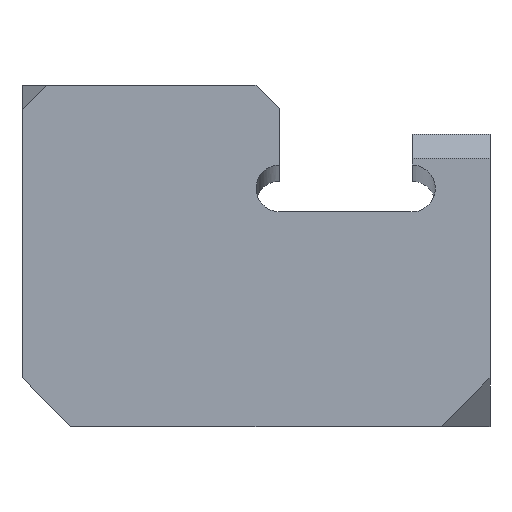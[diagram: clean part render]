
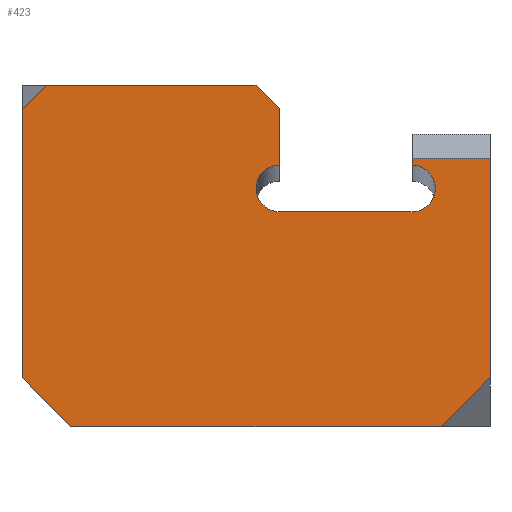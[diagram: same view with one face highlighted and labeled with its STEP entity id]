
A CAD part, left-side view. The second image highlights one B-rep face of the part: STEP entity #423.
In plain terms, the highlighted planar face has unit normal (-1, 0, 0).
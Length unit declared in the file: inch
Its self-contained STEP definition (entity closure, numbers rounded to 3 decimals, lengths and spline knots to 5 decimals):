
#3 = VERTEX_POINT ( 'NONE', #317 ) ;
#24 = CARTESIAN_POINT ( 'NONE',  ( -7.63656, -0.64553, 1.25 ) ) ;
#25 = CARTESIAN_POINT ( 'NONE',  ( -7.63656, 0.10066, -0.48034 ) ) ;
#26 = CARTESIAN_POINT ( 'NONE',  ( -7.63656, -0.185, -0.375 ) ) ;
#28 = LINE ( 'NONE', #628, #178 ) ;
#46 = CARTESIAN_POINT ( 'NONE',  ( -7.63656, -0.085, -0.53711 ) ) ;
#49 = CARTESIAN_POINT ( 'NONE',  ( -7.63656, 0.38375, -0.375 ) ) ;
#53 = ORIENTED_EDGE ( 'NONE', *, *, #502, .T. ) ;
#60 = VECTOR ( 'NONE', #802, 39.37008 ) ;
#63 = VECTOR ( 'NONE', #693, 39.37008 ) ;
#73 = VECTOR ( 'NONE', #410, 39.37008 ) ;
#83 = CARTESIAN_POINT ( 'NONE',  ( -7.63656, -0.085, -0.46875 ) ) ;
#84 = CARTESIAN_POINT ( 'NONE',  ( -7.63656, -0.085, 1.25 ) ) ;
#94 = CARTESIAN_POINT ( 'NONE',  ( -7.63656, -1.41527, 0.48027 ) ) ;
#95 = DIRECTION ( 'NONE',  ( 0., 0., -1. ) ) ;
#101 = CARTESIAN_POINT ( 'NONE',  ( -7.63656, -0.64553, -0.375 ) ) ;
#115 = CARTESIAN_POINT ( 'NONE',  ( -7.63656, -0.085, -0.47711 ) ) ;
#126 = LINE ( 'NONE', #503, #216 ) ;
#127 = CARTESIAN_POINT ( 'NONE',  ( -7.63656, -0.085, -0.47711 ) ) ;
#129 = DIRECTION ( 'NONE',  ( 1., 0., 0. ) ) ;
#130 = EDGE_CURVE ( 'NONE', #291, #780, #304, .T. ) ;
#138 = ORIENTED_EDGE ( 'NONE', *, *, #767, .T. ) ;
#140 = ORIENTED_EDGE ( 'NONE', *, *, #600, .T. ) ;
#143 = CARTESIAN_POINT ( 'NONE',  ( -7.63656, 0.415, -0.8125 ) ) ;
#149 = CARTESIAN_POINT ( 'NONE',  ( -7.63656, 0.085, -0.47711 ) ) ;
#151 = DIRECTION ( 'NONE',  ( 0., 0., 1. ) ) ;
#155 = LINE ( 'NONE', #482, #845 ) ;
#163 = CARTESIAN_POINT ( 'NONE',  ( -7.63656, -0.1225, -0.8125 ) ) ;
#164 = CARTESIAN_POINT ( 'NONE',  ( -7.63656, -0.09287, -0.47711 ) ) ;
#178 = VECTOR ( 'NONE', #269, 39.37008 ) ;
#189 = VERTEX_POINT ( 'NONE', #774 ) ;
#202 = EDGE_CURVE ( 'NONE', #306, #504, #126, .T. ) ;
#210 = DIRECTION ( 'NONE',  ( 0., 1., 0. ) ) ;
#211 = LINE ( 'NONE', #84, #572 ) ;
#214 = VERTEX_POINT ( 'NONE', #298 ) ;
#216 = VECTOR ( 'NONE', #832, 39.37008 ) ;
#220 = CARTESIAN_POINT ( 'NONE',  ( -7.63656, 0.09287, -0.53711 ) ) ;
#223 = CARTESIAN_POINT ( 'NONE',  ( -7.63656, -0.10066, -0.48035 ) ) ;
#245 = CARTESIAN_POINT ( 'NONE',  ( -7.63656, -0.94339, 0.95214 ) ) ;
#269 = DIRECTION ( 'NONE',  ( 0., 1., 0. ) ) ;
#282 = CARTESIAN_POINT ( 'NONE',  ( -7.63656, 0.3525, -0.8125 ) ) ;
#288 = CARTESIAN_POINT ( 'NONE',  ( -7.63656, 0.10066, -0.53388 ) ) ;
#290 = LINE ( 'NONE', #26, #494 ) ;
#291 = VERTEX_POINT ( 'NONE', #567 ) ;
#294 = CARTESIAN_POINT ( 'NONE',  ( -7.63656, -0.115, -0.49926 ) ) ;
#296 = EDGE_CURVE ( 'NONE', #214, #504, #648, .T. ) ;
#298 = CARTESIAN_POINT ( 'NONE',  ( -7.63656, 0.415, -0.75 ) ) ;
#304 = LINE ( 'NONE', #245, #684 ) ;
#306 = VERTEX_POINT ( 'NONE', #163 ) ;
#317 = CARTESIAN_POINT ( 'NONE',  ( -7.63656, 0.115, -0.375 ) ) ;
#321 = LINE ( 'NONE', #143, #60 ) ;
#326 = AXIS2_PLACEMENT_3D ( 'NONE', #24, #129, #95 ) ;
#332 = DIRECTION ( 'NONE',  ( 0., 0., -1. ) ) ;
#336 = ORIENTED_EDGE ( 'NONE', *, *, #524, .T. ) ;
#342 = CARTESIAN_POINT ( 'NONE',  ( -7.63656, 0.085, -0.47711 ) ) ;
#356 = EDGE_CURVE ( 'NONE', #189, #638, #290, .T. ) ;
#358 = LINE ( 'NONE', #623, #675 ) ;
#359 = CARTESIAN_POINT ( 'NONE',  ( -7.63656, 0.115, -0.51496 ) ) ;
#363 = CARTESIAN_POINT ( 'NONE',  ( -7.63656, -0.11177, -0.52277 ) ) ;
#371 = DIRECTION ( 'NONE',  ( 0., 0.707, 0.707 ) ) ;
#378 = ORIENTED_EDGE ( 'NONE', *, *, #721, .T. ) ;
#384 = EDGE_CURVE ( 'NONE', #189, #306, #606, .T. ) ;
#388 = VERTEX_POINT ( 'NONE', #342 ) ;
#394 = CARTESIAN_POINT ( 'NONE',  ( -7.63656, -0.185, -0.46875 ) ) ;
#409 = CARTESIAN_POINT ( 'NONE',  ( -7.63656, 0.09287, -0.47711 ) ) ;
#410 = DIRECTION ( 'NONE',  ( 0., 0.707, -0.707 ) ) ;
#414 = FACE_OUTER_BOUND ( 'NONE', #415, .T. ) ;
#415 = EDGE_LOOP ( 'NONE', ( #542, #655, #336, #140, #378, #451, #718, #726, #138, #53, #548, #683, #446, #807 ) ) ;
#423 = ADVANCED_FACE ( 'NONE', ( #414 ), #745, .F. ) ;
#424 = CARTESIAN_POINT ( 'NONE',  ( -7.63656, 0.11177, -0.49145 ) ) ;
#430 = CARTESIAN_POINT ( 'NONE',  ( -7.63656, -0.09287, -0.53711 ) ) ;
#446 = ORIENTED_EDGE ( 'NONE', *, *, #296, .T. ) ;
#451 = ORIENTED_EDGE ( 'NONE', *, *, #545, .T. ) ;
#463 = LINE ( 'NONE', #577, #789 ) ;
#469 = EDGE_CURVE ( 'NONE', #756, #388, #794, .T. ) ;
#475 = VERTEX_POINT ( 'NONE', #700 ) ;
#482 = CARTESIAN_POINT ( 'NONE',  ( -7.63656, 0.085, 1.25 ) ) ;
#494 = VECTOR ( 'NONE', #151, 39.37008 ) ;
#501 = CARTESIAN_POINT ( 'NONE',  ( -7.63656, 0.085, -0.53711 ) ) ;
#502 = EDGE_CURVE ( 'NONE', #3, #780, #563, .T. ) ;
#503 = CARTESIAN_POINT ( 'NONE',  ( -7.63656, -0.64553, -0.8125 ) ) ;
#504 = VERTEX_POINT ( 'NONE', #641 ) ;
#515 = VERTEX_POINT ( 'NONE', #556 ) ;
#524 = EDGE_CURVE ( 'NONE', #638, #626, #358, .T. ) ;
#542 = ORIENTED_EDGE ( 'NONE', *, *, #384, .F. ) ;
#545 = EDGE_CURVE ( 'NONE', #515, #756, #28, .T. ) ;
#548 = ORIENTED_EDGE ( 'NONE', *, *, #130, .F. ) ;
#556 = CARTESIAN_POINT ( 'NONE',  ( -7.63656, -0.085, -0.53711 ) ) ;
#563 = LINE ( 'NONE', #101, #757 ) ;
#567 = CARTESIAN_POINT ( 'NONE',  ( -7.63656, 0.415, -0.40625 ) ) ;
#572 = VECTOR ( 'NONE', #332, 39.37008 ) ;
#577 = CARTESIAN_POINT ( 'NONE',  ( -7.63656, 0.115, -0.375 ) ) ;
#590 = DIRECTION ( 'NONE',  ( 0., -0.707, 0.707 ) ) ;
#600 = EDGE_CURVE ( 'NONE', #626, #761, #211, .T. ) ;
#606 = LINE ( 'NONE', #94, #73 ) ;
#623 = CARTESIAN_POINT ( 'NONE',  ( -7.63656, -0.085, -0.46875 ) ) ;
#626 = VERTEX_POINT ( 'NONE', #83 ) ;
#628 = CARTESIAN_POINT ( 'NONE',  ( -7.63656, -0.64553, -0.53711 ) ) ;
#634 = DIRECTION ( 'NONE',  ( 0., 1., 0. ) ) ;
#635 = EDGE_CURVE ( 'NONE', #291, #214, #321, .T. ) ;
#638 = VERTEX_POINT ( 'NONE', #394 ) ;
#641 = CARTESIAN_POINT ( 'NONE',  ( -7.63656, 0.3525, -0.8125 ) ) ;
#648 = LINE ( 'NONE', #282, #63 ) ;
#655 = ORIENTED_EDGE ( 'NONE', *, *, #356, .T. ) ;
#675 = VECTOR ( 'NONE', #210, 39.37008 ) ;
#683 = ORIENTED_EDGE ( 'NONE', *, *, #635, .T. ) ;
#684 = VECTOR ( 'NONE', #590, 39.37008 ) ;
#693 = DIRECTION ( 'NONE',  ( 0., -0.707, -0.707 ) ) ;
#700 = CARTESIAN_POINT ( 'NONE',  ( -7.63656, 0.085, -0.405 ) ) ;
#703 = CARTESIAN_POINT ( 'NONE',  ( -7.63656, -0.11176, -0.49145 ) ) ;
#704 = EDGE_CURVE ( 'NONE', #388, #475, #155, .T. ) ;
#718 = ORIENTED_EDGE ( 'NONE', *, *, #469, .T. ) ;
#721 = EDGE_CURVE ( 'NONE', #761, #515, #833, .T. ) ;
#726 = ORIENTED_EDGE ( 'NONE', *, *, #704, .T. ) ;
#745 = PLANE ( 'NONE',  #326 ) ;
#756 = VERTEX_POINT ( 'NONE', #501 ) ;
#757 = VECTOR ( 'NONE', #634, 39.37008 ) ;
#758 = CARTESIAN_POINT ( 'NONE',  ( -7.63656, 0.11176, -0.52277 ) ) ;
#760 = CARTESIAN_POINT ( 'NONE',  ( -7.63656, -0.115, -0.51495 ) ) ;
#761 = VERTEX_POINT ( 'NONE', #115 ) ;
#767 = EDGE_CURVE ( 'NONE', #475, #3, #463, .T. ) ;
#774 = CARTESIAN_POINT ( 'NONE',  ( -7.63656, -0.185, -0.75 ) ) ;
#780 = VERTEX_POINT ( 'NONE', #49 ) ;
#789 = VECTOR ( 'NONE', #371, 39.37008 ) ;
#794 = B_SPLINE_CURVE_WITH_KNOTS ( 'NONE', 3,
 ( #814, #220, #288, #758, #359, #821, #424, #25, #409, #149 ),
 .UNSPECIFIED., .F., .F.,
 ( 4, 2, 2, 2, 4 ),
 ( 0., 0.0006, 0.0012, 0.00179, 0.00239 ),
 .UNSPECIFIED. ) ;
#802 = DIRECTION ( 'NONE',  ( 0., 0., -1. ) ) ;
#807 = ORIENTED_EDGE ( 'NONE', *, *, #202, .F. ) ;
#811 = DIRECTION ( 'NONE',  ( 0., 0., 1. ) ) ;
#814 = CARTESIAN_POINT ( 'NONE',  ( -7.63656, 0.085, -0.53711 ) ) ;
#821 = CARTESIAN_POINT ( 'NONE',  ( -7.63656, 0.115, -0.49927 ) ) ;
#824 = CARTESIAN_POINT ( 'NONE',  ( -7.63656, -0.10066, -0.53388 ) ) ;
#832 = DIRECTION ( 'NONE',  ( 0., 1., 0. ) ) ;
#833 = B_SPLINE_CURVE_WITH_KNOTS ( 'NONE', 3,
 ( #127, #164, #223, #703, #294, #760, #363, #824, #430, #46 ),
 .UNSPECIFIED., .F., .F.,
 ( 4, 2, 2, 2, 4 ),
 ( 0., 0.0006, 0.0012, 0.00179, 0.00239 ),
 .UNSPECIFIED. ) ;
#845 = VECTOR ( 'NONE', #811, 39.37008 ) ;
